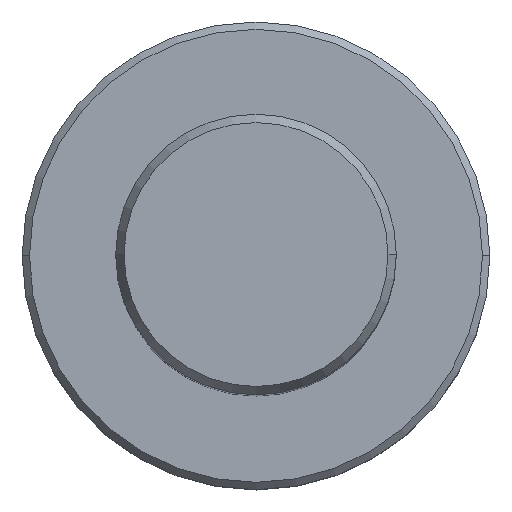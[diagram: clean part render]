
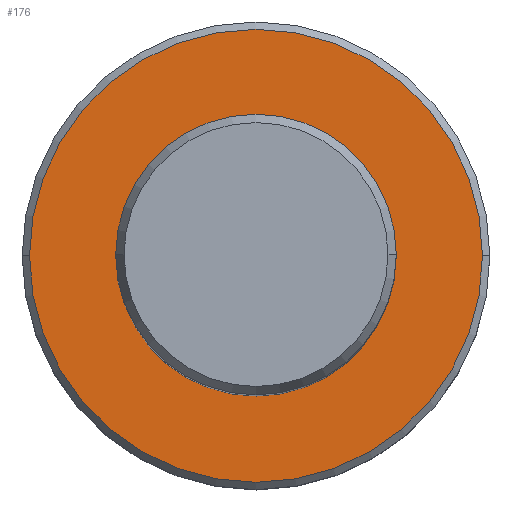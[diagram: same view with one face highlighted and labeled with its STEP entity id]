
A CAD part, top view. The second image highlights one B-rep face of the part: STEP entity #176.
In plain terms, the highlighted planar face has unit normal (0, 0, 1).
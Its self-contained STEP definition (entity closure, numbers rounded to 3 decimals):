
#28=FACE_BOUND('',#319,.T.);
#29=FACE_BOUND('',#320,.T.);
#58=PLANE('',#1192);
#176=ADVANCED_FACE('',(#28,#29),#58,.F.);
#319=EDGE_LOOP('',(#602,#603));
#320=EDGE_LOOP('',(#604,#605));
#373=CIRCLE('',#1166,9.025);
#374=CIRCLE('',#1168,9.025);
#386=CIRCLE('',#1190,15.375);
#387=CIRCLE('',#1191,15.375);
#602=ORIENTED_EDGE('',*,*,#815,.T.);
#603=ORIENTED_EDGE('',*,*,#816,.F.);
#604=ORIENTED_EDGE('',*,*,#795,.T.);
#605=ORIENTED_EDGE('',*,*,#797,.F.);
#691=VERTEX_POINT('',#2344);
#692=VERTEX_POINT('',#2346);
#701=VERTEX_POINT('',#2386);
#702=VERTEX_POINT('',#2387);
#795=EDGE_CURVE('',#692,#691,#373,.T.);
#797=EDGE_CURVE('',#692,#691,#374,.T.);
#815=EDGE_CURVE('',#701,#702,#386,.T.);
#816=EDGE_CURVE('',#701,#702,#387,.T.);
#1166=AXIS2_PLACEMENT_3D('',#2345,#1375,#1376);
#1168=AXIS2_PLACEMENT_3D('',#2349,#1380,#1381);
#1190=AXIS2_PLACEMENT_3D('',#2385,#1430,#1431);
#1191=AXIS2_PLACEMENT_3D('',#2388,#1432,#1433);
#1192=AXIS2_PLACEMENT_3D('',#2389,#1434,#1435);
#1375=DIRECTION('',(0.,0.,-1.));
#1376=DIRECTION('',(1.,0.,0.));
#1380=DIRECTION('',(0.,0.,1.));
#1381=DIRECTION('',(1.,0.,0.));
#1430=DIRECTION('',(0.,0.,1.));
#1431=DIRECTION('',(1.,0.,0.));
#1432=DIRECTION('',(0.,0.,-1.));
#1433=DIRECTION('',(1.,0.,0.));
#1434=DIRECTION('',(0.,0.,-1.));
#1435=DIRECTION('',(-1.,0.,0.));
#2344=CARTESIAN_POINT('',(-9.025,0.,0.));
#2345=CARTESIAN_POINT('',(0.,0.,0.));
#2346=CARTESIAN_POINT('',(9.025,0.,0.));
#2349=CARTESIAN_POINT('',(0.,0.,0.));
#2385=CARTESIAN_POINT('',(0.,0.,0.));
#2386=CARTESIAN_POINT('',(15.375,0.,0.));
#2387=CARTESIAN_POINT('',(-15.375,0.,0.));
#2388=CARTESIAN_POINT('',(0.,0.,0.));
#2389=CARTESIAN_POINT('',(0.,0.,0.));
